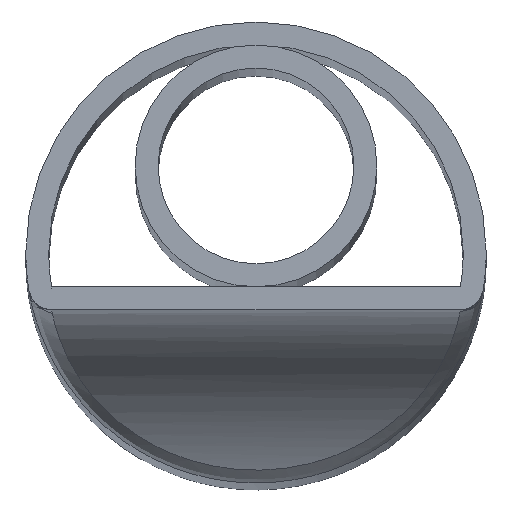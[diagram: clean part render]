
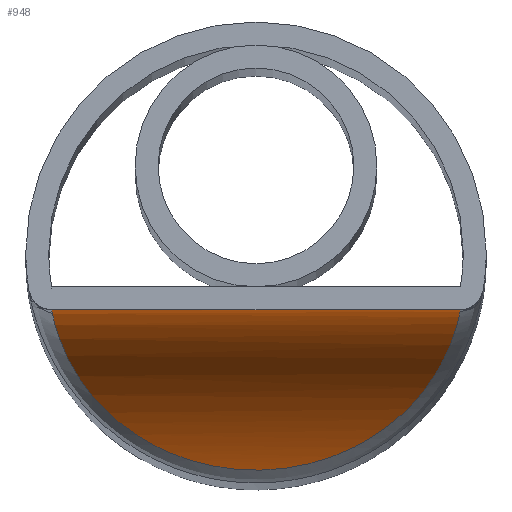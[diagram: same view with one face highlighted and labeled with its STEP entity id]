
A CAD part, top view. The second image highlights one B-rep face of the part: STEP entity #948.
In plain terms, the highlighted cylindrical face has radius 2.513 mm (diameter 5.027 mm), a partial arc.
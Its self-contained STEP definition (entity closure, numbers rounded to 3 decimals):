
#3 = CARTESIAN_POINT ( 'NONE',  ( 0.618, -1.795, 17.802 ) ) ;
#20 = FACE_OUTER_BOUND ( 'NONE', #187, .T. ) ;
#24 = CARTESIAN_POINT ( 'NONE',  ( -2., -0.5, 20. ) ) ;
#84 = CARTESIAN_POINT ( 'NONE',  ( -1.567, -1.051, 18.424 ) ) ;
#88 = CARTESIAN_POINT ( 'NONE',  ( 1.027, -1.599, 17.921 ) ) ;
#168 = CARTESIAN_POINT ( 'NONE',  ( -1.775, -0.5, 19.686 ) ) ;
#169 = CARTESIAN_POINT ( 'NONE',  ( -1.346, -1.337, 18.124 ) ) ;
#173 = CARTESIAN_POINT ( 'NONE',  ( 1.351, -1.332, 18.129 ) ) ;
#185 = CARTESIAN_POINT ( 'NONE',  ( -2., -3.013, 20. ) ) ;
#187 = EDGE_LOOP ( 'NONE', ( #426, #441 ) ) ;
#196 = DIRECTION ( 'NONE',  ( -1., 0., 0. ) ) ;
#249 = B_SPLINE_CURVE_WITH_KNOTS ( 'NONE', 3,
 ( #250, #168, #1023, #505, #1124, #593, #84, #685, #169, #764, #253, #847, #340, #933, #424, #1028, #509, #3, #596, #88, #690, #173, #766, #255, #853, #342, #938, #427, #1030, #512 ),
 .UNSPECIFIED., .F., .F.,
 ( 4, 2, 2, 2, 2, 2, 2, 2, 2, 2, 2, 2, 2, 2, 4 ),
 ( 0., 0.001, 0.001, 0.002, 0.002, 0.003, 0.003, 0.004, 0.004, 0.005, 0.005, 0.006, 0.006, 0.007, 0.008 ),
 .UNSPECIFIED. ) ;
#250 = CARTESIAN_POINT ( 'NONE',  ( -1.775, -0.5, 20. ) ) ;
#253 = CARTESIAN_POINT ( 'NONE',  ( -1.019, -1.604, 17.918 ) ) ;
#255 = CARTESIAN_POINT ( 'NONE',  ( 1.57, -1.046, 18.43 ) ) ;
#326 = LINE ( 'NONE', #24, #472 ) ;
#340 = CARTESIAN_POINT ( 'NONE',  ( -0.61, -1.798, 17.8 ) ) ;
#342 = CARTESIAN_POINT ( 'NONE',  ( 1.692, -0.797, 18.805 ) ) ;
#424 = CARTESIAN_POINT ( 'NONE',  ( -0.153, -1.89, 17.752 ) ) ;
#426 = ORIENTED_EDGE ( 'NONE', *, *, #1069, .T. ) ;
#427 = CARTESIAN_POINT ( 'NONE',  ( 1.767, -0.56, 19.374 ) ) ;
#441 = ORIENTED_EDGE ( 'NONE', *, *, #849, .T. ) ;
#472 = VECTOR ( 'NONE', #196, 1000. ) ;
#505 = CARTESIAN_POINT ( 'NONE',  ( -1.716, -0.729, 18.94 ) ) ;
#509 = CARTESIAN_POINT ( 'NONE',  ( 0.318, -1.869, 17.762 ) ) ;
#512 = CARTESIAN_POINT ( 'NONE',  ( 1.775, -0.5, 20. ) ) ;
#532 = VERTEX_POINT ( 'NONE', #627 ) ;
#593 = CARTESIAN_POINT ( 'NONE',  ( -1.617, -0.959, 18.544 ) ) ;
#596 = CARTESIAN_POINT ( 'NONE',  ( 0.764, -1.738, 17.832 ) ) ;
#627 = CARTESIAN_POINT ( 'NONE',  ( 1.775, -0.5, 20. ) ) ;
#685 = CARTESIAN_POINT ( 'NONE',  ( -1.432, -1.239, 18.215 ) ) ;
#690 = CARTESIAN_POINT ( 'NONE',  ( 1.148, -1.513, 17.98 ) ) ;
#699 = DIRECTION ( 'NONE',  ( 1., 0., 0. ) ) ;
#764 = CARTESIAN_POINT ( 'NONE',  ( -1.14, -1.519, 17.976 ) ) ;
#766 = CARTESIAN_POINT ( 'NONE',  ( 1.435, -1.235, 18.218 ) ) ;
#776 = DIRECTION ( 'NONE',  ( 0., 0., -1. ) ) ;
#787 = CARTESIAN_POINT ( 'NONE',  ( -1.775, -0.5, 20. ) ) ;
#814 = CYLINDRICAL_SURFACE ( 'NONE', #953, 2.513 ) ;
#847 = CARTESIAN_POINT ( 'NONE',  ( -0.754, -1.743, 17.83 ) ) ;
#849 = EDGE_CURVE ( 'NONE', #1090, #532, #249, .T. ) ;
#853 = CARTESIAN_POINT ( 'NONE',  ( 1.619, -0.957, 18.547 ) ) ;
#933 = CARTESIAN_POINT ( 'NONE',  ( -0.307, -1.871, 17.761 ) ) ;
#938 = CARTESIAN_POINT ( 'NONE',  ( 1.717, -0.727, 18.945 ) ) ;
#948 = ADVANCED_FACE ( 'NONE', ( #20 ), #814, .F. ) ;
#953 = AXIS2_PLACEMENT_3D ( 'NONE', #185, #699, #776 ) ;
#1023 = CARTESIAN_POINT ( 'NONE',  ( -1.767, -0.56, 19.373 ) ) ;
#1028 = CARTESIAN_POINT ( 'NONE',  ( 0.162, -1.889, 17.752 ) ) ;
#1030 = CARTESIAN_POINT ( 'NONE',  ( 1.775, -0.5, 19.686 ) ) ;
#1069 = EDGE_CURVE ( 'NONE', #532, #1090, #326, .T. ) ;
#1090 = VERTEX_POINT ( 'NONE', #787 ) ;
#1124 = CARTESIAN_POINT ( 'NONE',  ( -1.691, -0.799, 18.801 ) ) ;
